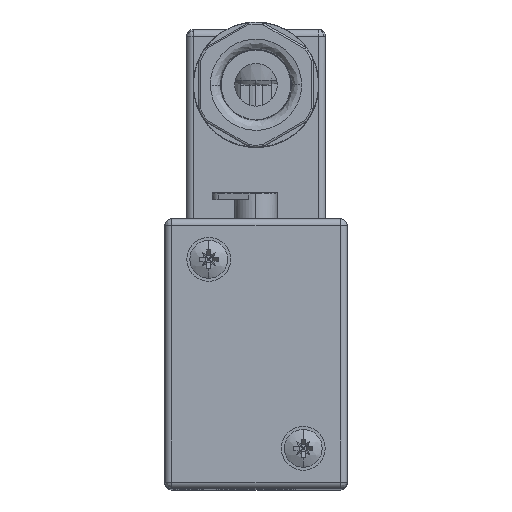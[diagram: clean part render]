
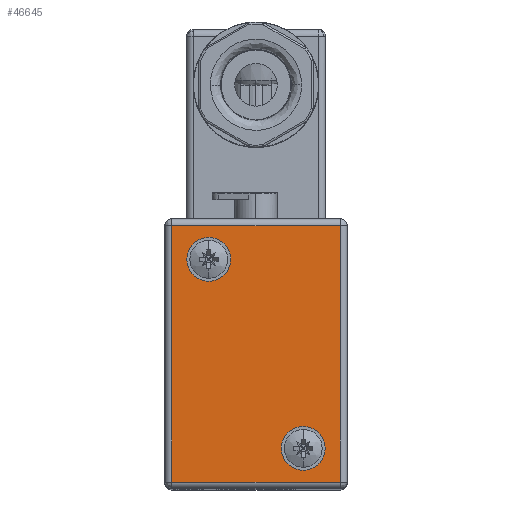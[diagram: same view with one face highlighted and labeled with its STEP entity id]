
A CAD part, top view. The second image highlights one B-rep face of the part: STEP entity #46645.
In plain terms, the highlighted planar face has unit normal (0, 0, 1).
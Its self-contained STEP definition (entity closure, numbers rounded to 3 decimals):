
#355 = DIRECTION ( 'NONE',  ( 1., 0., 0. ) ) ;
#1423 = EDGE_CURVE ( 'NONE', #48882, #47979, #65883, .T. ) ;
#2062 = DIRECTION ( 'NONE',  ( 1., 0., 0. ) ) ;
#4382 = LINE ( 'NONE', #32839, #30073 ) ;
#4580 = PLANE ( 'NONE',  #12362 ) ;
#6399 = EDGE_CURVE ( 'NONE', #26515, #53374, #50227, .T. ) ;
#8341 = LINE ( 'NONE', #58273, #50048 ) ;
#8999 = FACE_OUTER_BOUND ( 'NONE', #17881, .T. ) ;
#11945 = CARTESIAN_POINT ( 'NONE',  ( -92.183, 131.031, 50.789 ) ) ;
#12265 = ORIENTED_EDGE ( 'NONE', *, *, #49797, .F. ) ;
#12362 = AXIS2_PLACEMENT_3D ( 'NONE', #42725, #21135, #59085 ) ;
#14675 = CIRCLE ( 'NONE', #57084, 3.25 ) ;
#15637 = CARTESIAN_POINT ( 'NONE',  ( -99.183, 164.031, 50.789 ) ) ;
#16626 = VERTEX_POINT ( 'NONE', #39401 ) ;
#17257 = CARTESIAN_POINT ( 'NONE',  ( -111.683, 164.031, 50.789 ) ) ;
#17412 = DIRECTION ( 'NONE',  ( 1., 0., 0. ) ) ;
#17881 = EDGE_LOOP ( 'NONE', ( #53017, #67611, #64239, #27815 ) ) ;
#21135 = DIRECTION ( 'NONE',  ( 0., 0., -1. ) ) ;
#22877 = VECTOR ( 'NONE', #69966, 1000. ) ;
#23039 = CARTESIAN_POINT ( 'NONE',  ( -86.683, 126.031, 50.789 ) ) ;
#24288 = EDGE_CURVE ( 'NONE', #59871, #50438, #4382, .T. ) ;
#25562 = CIRCLE ( 'NONE', #38285, 3.25 ) ;
#25818 = CARTESIAN_POINT ( 'NONE',  ( -88.933, 131.031, 50.789 ) ) ;
#26515 = VERTEX_POINT ( 'NONE', #30942 ) ;
#27815 = ORIENTED_EDGE ( 'NONE', *, *, #57408, .F. ) ;
#29286 = ORIENTED_EDGE ( 'NONE', *, *, #6399, .F. ) ;
#30073 = VECTOR ( 'NONE', #38313, 1000. ) ;
#30942 = CARTESIAN_POINT ( 'NONE',  ( -95.433, 131.031, 50.789 ) ) ;
#32839 = CARTESIAN_POINT ( 'NONE',  ( -86.683, 145.031, 50.789 ) ) ;
#32886 = ORIENTED_EDGE ( 'NONE', *, *, #1423, .F. ) ;
#32950 = CARTESIAN_POINT ( 'NONE',  ( -102.933, 159.031, 50.789 ) ) ;
#33173 = DIRECTION ( 'NONE',  ( 0., 0., 1. ) ) ;
#34150 = EDGE_CURVE ( 'NONE', #47979, #48882, #25562, .T. ) ;
#34850 = DIRECTION ( 'NONE',  ( 0., 0., 1. ) ) ;
#35935 = VECTOR ( 'NONE', #62222, 1000. ) ;
#37360 = LINE ( 'NONE', #15637, #22877 ) ;
#38285 = AXIS2_PLACEMENT_3D ( 'NONE', #65607, #33173, #355 ) ;
#38313 = DIRECTION ( 'NONE',  ( 0., -1., 0. ) ) ;
#39401 = CARTESIAN_POINT ( 'NONE',  ( -111.683, 126.031, 50.789 ) ) ;
#39879 = CARTESIAN_POINT ( 'NONE',  ( -86.683, 164.031, 50.789 ) ) ;
#41898 = EDGE_LOOP ( 'NONE', ( #32886, #48051 ) ) ;
#42725 = CARTESIAN_POINT ( 'NONE',  ( -99.183, 145.031, 50.789 ) ) ;
#46645 = ADVANCED_FACE ( 'NONE', ( #50699, #65105, #8999 ), #4580, .F. ) ;
#47530 = DIRECTION ( 'NONE',  ( 1., 0., 0. ) ) ;
#47612 = DIRECTION ( 'NONE',  ( 0., 0., 1. ) ) ;
#47745 = CARTESIAN_POINT ( 'NONE',  ( -106.183, 159.031, 50.789 ) ) ;
#47979 = VERTEX_POINT ( 'NONE', #56733 ) ;
#48051 = ORIENTED_EDGE ( 'NONE', *, *, #34150, .F. ) ;
#48882 = VERTEX_POINT ( 'NONE', #32950 ) ;
#49797 = EDGE_CURVE ( 'NONE', #53374, #26515, #14675, .T. ) ;
#49979 = DIRECTION ( 'NONE',  ( 0., 0., 1. ) ) ;
#50048 = VECTOR ( 'NONE', #63712, 1000. ) ;
#50227 = CIRCLE ( 'NONE', #53402, 3.25 ) ;
#50326 = LINE ( 'NONE', #56814, #35935 ) ;
#50438 = VERTEX_POINT ( 'NONE', #23039 ) ;
#50699 = FACE_BOUND ( 'NONE', #51196, .T. ) ;
#51196 = EDGE_LOOP ( 'NONE', ( #12265, #29286 ) ) ;
#53017 = ORIENTED_EDGE ( 'NONE', *, *, #53363, .F. ) ;
#53363 = EDGE_CURVE ( 'NONE', #50438, #16626, #8341, .T. ) ;
#53374 = VERTEX_POINT ( 'NONE', #25818 ) ;
#53402 = AXIS2_PLACEMENT_3D ( 'NONE', #67274, #34850, #2062 ) ;
#56733 = CARTESIAN_POINT ( 'NONE',  ( -109.433, 159.031, 50.789 ) ) ;
#56814 = CARTESIAN_POINT ( 'NONE',  ( -111.683, 145.031, 50.789 ) ) ;
#57084 = AXIS2_PLACEMENT_3D ( 'NONE', #11945, #49979, #17412 ) ;
#57408 = EDGE_CURVE ( 'NONE', #16626, #59787, #50326, .T. ) ;
#57490 = AXIS2_PLACEMENT_3D ( 'NONE', #47745, #47612, #47530 ) ;
#58273 = CARTESIAN_POINT ( 'NONE',  ( -99.183, 126.031, 50.789 ) ) ;
#59085 = DIRECTION ( 'NONE',  ( -1., 0., 0. ) ) ;
#59682 = EDGE_CURVE ( 'NONE', #59787, #59871, #37360, .T. ) ;
#59787 = VERTEX_POINT ( 'NONE', #17257 ) ;
#59871 = VERTEX_POINT ( 'NONE', #39879 ) ;
#62222 = DIRECTION ( 'NONE',  ( 0., 1., 0. ) ) ;
#63712 = DIRECTION ( 'NONE',  ( -1., 0., 0. ) ) ;
#64239 = ORIENTED_EDGE ( 'NONE', *, *, #59682, .F. ) ;
#65105 = FACE_BOUND ( 'NONE', #41898, .T. ) ;
#65607 = CARTESIAN_POINT ( 'NONE',  ( -106.183, 159.031, 50.789 ) ) ;
#65883 = CIRCLE ( 'NONE', #57490, 3.25 ) ;
#67274 = CARTESIAN_POINT ( 'NONE',  ( -92.183, 131.031, 50.789 ) ) ;
#67611 = ORIENTED_EDGE ( 'NONE', *, *, #24288, .F. ) ;
#69966 = DIRECTION ( 'NONE',  ( 1., 0., 0. ) ) ;
